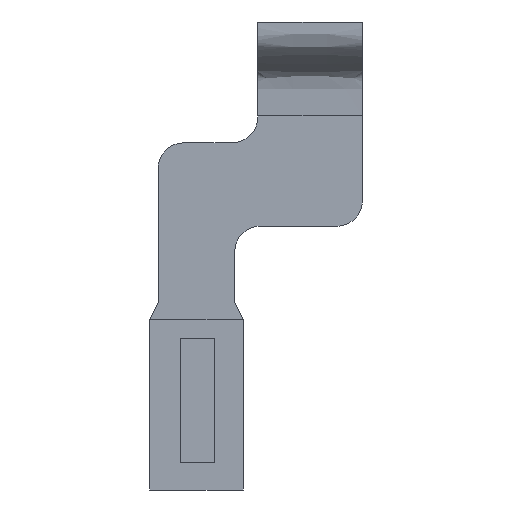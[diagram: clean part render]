
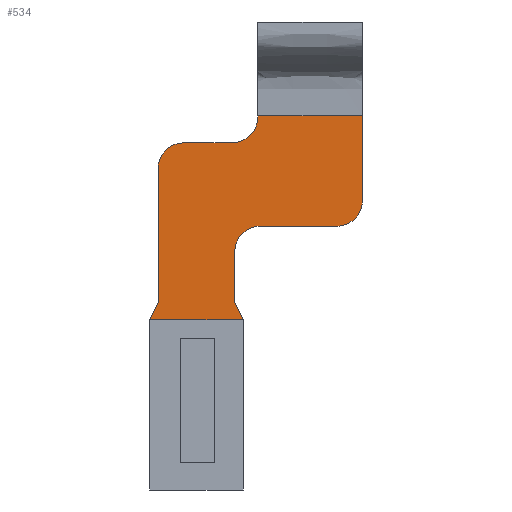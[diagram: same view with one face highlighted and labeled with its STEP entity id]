
A CAD part, front view. The second image highlights one B-rep face of the part: STEP entity #534.
In plain terms, the highlighted face is planar.
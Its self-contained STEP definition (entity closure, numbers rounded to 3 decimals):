
#25=CIRCLE('',#585,1.5);
#26=CIRCLE('',#586,1.5);
#27=CIRCLE('',#587,1.5);
#28=CIRCLE('',#588,1.5);
#58=FACE_OUTER_BOUND('',#89,.T.);
#89=EDGE_LOOP('',(#424,#425,#426,#427,#428,#429,#430,#431,#432,#433,#434,
#435,#436,#437));
#127=LINE('',#876,#188);
#143=LINE('',#1077,#204);
#144=LINE('',#1081,#205);
#145=LINE('',#1085,#206);
#146=LINE('',#1087,#207);
#147=LINE('',#1089,#208);
#148=LINE('',#1091,#209);
#149=LINE('',#1093,#210);
#150=LINE('',#1097,#211);
#151=LINE('',#1100,#212);
#188=VECTOR('',#655,10.);
#204=VECTOR('',#687,10.);
#205=VECTOR('',#690,10.);
#206=VECTOR('',#693,10.);
#207=VECTOR('',#694,10.);
#208=VECTOR('',#695,10.);
#209=VECTOR('',#696,10.);
#210=VECTOR('',#697,10.);
#211=VECTOR('',#700,10.);
#212=VECTOR('',#703,10.);
#241=VERTEX_POINT('',#874);
#242=VERTEX_POINT('',#875);
#261=VERTEX_POINT('',#1076);
#262=VERTEX_POINT('',#1078);
#263=VERTEX_POINT('',#1080);
#264=VERTEX_POINT('',#1082);
#265=VERTEX_POINT('',#1084);
#266=VERTEX_POINT('',#1086);
#267=VERTEX_POINT('',#1088);
#268=VERTEX_POINT('',#1090);
#269=VERTEX_POINT('',#1092);
#270=VERTEX_POINT('',#1094);
#271=VERTEX_POINT('',#1096);
#272=VERTEX_POINT('',#1098);
#297=EDGE_CURVE('',#241,#242,#127,.T.);
#321=EDGE_CURVE('',#261,#242,#143,.T.);
#322=EDGE_CURVE('',#262,#261,#25,.T.);
#323=EDGE_CURVE('',#263,#262,#144,.T.);
#324=EDGE_CURVE('',#264,#263,#26,.T.);
#325=EDGE_CURVE('',#265,#264,#145,.T.);
#326=EDGE_CURVE('',#266,#265,#146,.T.);
#327=EDGE_CURVE('',#267,#266,#147,.T.);
#328=EDGE_CURVE('',#268,#267,#148,.T.);
#329=EDGE_CURVE('',#269,#268,#149,.T.);
#330=EDGE_CURVE('',#270,#269,#27,.T.);
#331=EDGE_CURVE('',#271,#270,#150,.T.);
#332=EDGE_CURVE('',#272,#271,#28,.T.);
#333=EDGE_CURVE('',#241,#272,#151,.T.);
#424=ORIENTED_EDGE('',*,*,#297,.T.);
#425=ORIENTED_EDGE('',*,*,#321,.F.);
#426=ORIENTED_EDGE('',*,*,#322,.F.);
#427=ORIENTED_EDGE('',*,*,#323,.F.);
#428=ORIENTED_EDGE('',*,*,#324,.F.);
#429=ORIENTED_EDGE('',*,*,#325,.F.);
#430=ORIENTED_EDGE('',*,*,#326,.F.);
#431=ORIENTED_EDGE('',*,*,#327,.F.);
#432=ORIENTED_EDGE('',*,*,#328,.F.);
#433=ORIENTED_EDGE('',*,*,#329,.F.);
#434=ORIENTED_EDGE('',*,*,#330,.F.);
#435=ORIENTED_EDGE('',*,*,#331,.F.);
#436=ORIENTED_EDGE('',*,*,#332,.F.);
#437=ORIENTED_EDGE('',*,*,#333,.F.);
#507=PLANE('',#584);
#534=ADVANCED_FACE('',(#58),#507,.F.);
#584=AXIS2_PLACEMENT_3D('',#1075,#685,#686);
#585=AXIS2_PLACEMENT_3D('',#1079,#688,#689);
#586=AXIS2_PLACEMENT_3D('',#1083,#691,#692);
#587=AXIS2_PLACEMENT_3D('',#1095,#698,#699);
#588=AXIS2_PLACEMENT_3D('',#1099,#701,#702);
#655=DIRECTION('',(-1.,0.,0.));
#685=DIRECTION('center_axis',(0.,0.,
1.));
#686=DIRECTION('ref_axis',(1.,0.,0.));
#687=DIRECTION('',(0.001,-1.,0.));
#688=DIRECTION('center_axis',(0.,0.,
-1.));
#689=DIRECTION('ref_axis',(1.,0.,0.));
#690=DIRECTION('',(1.,0.,0.));
#691=DIRECTION('center_axis',(0.,0.,
1.));
#692=DIRECTION('ref_axis',(-1.,0.,0.));
#693=DIRECTION('',(0.,-1.,0.));
#694=DIRECTION('',(0.447,-0.894,0.));
#695=DIRECTION('',(-1.,0.,0.));
#696=DIRECTION('',(0.447,0.894,0.));
#697=DIRECTION('',(0.,1.,0.));
#698=DIRECTION('center_axis',(0.,0.,
-1.));
#699=DIRECTION('ref_axis',(-1.,0.,0.));
#700=DIRECTION('',(-1.,0.,0.));
#701=DIRECTION('center_axis',(0.,0.,
1.));
#702=DIRECTION('ref_axis',(1.,0.,0.));
#703=DIRECTION('',(0.,1.,0.));
#874=CARTESIAN_POINT('',(19.5,42.5,0.851));
#875=CARTESIAN_POINT('',(13.351,42.5,0.851));
#876=CARTESIAN_POINT('',(6.783,42.5,0.851));
#1075=CARTESIAN_POINT('Origin',(0.21,51.02,0.851));
#1076=CARTESIAN_POINT('',(13.351,42.6,0.851));
#1077=CARTESIAN_POINT('',(13.345,46.82,0.851));
#1078=CARTESIAN_POINT('',(11.851,44.1,0.851));
#1079=CARTESIAN_POINT('Origin',(11.851,42.6,0.851));
#1080=CARTESIAN_POINT('',(9.,44.1,0.851));
#1081=CARTESIAN_POINT('',(4.605,44.1,0.851));
#1082=CARTESIAN_POINT('',(7.5,45.6,0.851));
#1083=CARTESIAN_POINT('Origin',(9.,45.6,0.851));
#1084=CARTESIAN_POINT('',(7.5,53.5,0.851));
#1085=CARTESIAN_POINT('',(7.5,52.26,0.851));
#1086=CARTESIAN_POINT('',(7.,54.5,0.851));
#1087=CARTESIAN_POINT('',(7.017,54.466,0.851));
#1088=CARTESIAN_POINT('',(12.5,54.5,0.851));
#1089=CARTESIAN_POINT('',(6.355,54.5,0.851));
#1090=CARTESIAN_POINT('',(12.,53.5,0.851));
#1091=CARTESIAN_POINT('',(10.325,50.15,0.851));
#1092=CARTESIAN_POINT('',(12.,50.5,0.851));
#1093=CARTESIAN_POINT('',(12.,50.76,0.851));
#1094=CARTESIAN_POINT('',(13.5,49.,0.851));
#1095=CARTESIAN_POINT('Origin',(13.5,50.5,0.851));
#1096=CARTESIAN_POINT('',(18.,49.,0.851));
#1097=CARTESIAN_POINT('',(9.105,49.,0.851));
#1098=CARTESIAN_POINT('',(19.5,47.5,0.851));
#1099=CARTESIAN_POINT('Origin',(18.,47.5,0.851));
#1100=CARTESIAN_POINT('',(19.5,44.76,0.851));
